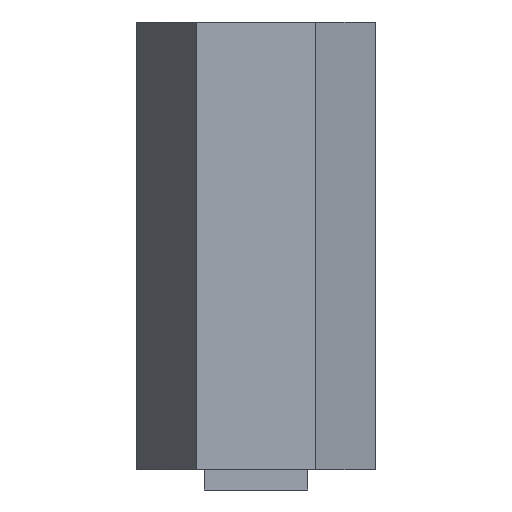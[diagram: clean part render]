
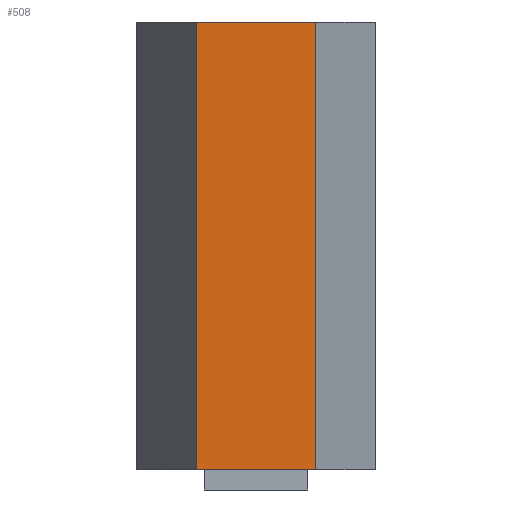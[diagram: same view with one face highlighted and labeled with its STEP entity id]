
A CAD part, front view. The second image highlights one B-rep face of the part: STEP entity #508.
In plain terms, the highlighted planar face has unit normal (0, -1, 0).
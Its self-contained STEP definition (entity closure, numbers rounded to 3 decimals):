
#21 = LINE ( 'NONE', #1094, #397 ) ;
#29 = EDGE_CURVE ( 'NONE', #1112, #1069, #1014, .T. ) ;
#99 = VERTEX_POINT ( 'NONE', #616 ) ;
#106 = CARTESIAN_POINT ( 'NONE',  ( 5.196, -9., 19.5 ) ) ;
#116 = DIRECTION ( 'NONE',  ( 1., 0., 0. ) ) ;
#124 = CARTESIAN_POINT ( 'NONE',  ( -5.196, -9., 19.5 ) ) ;
#155 = VECTOR ( 'NONE', #626, 1000. ) ;
#171 = ORIENTED_EDGE ( 'NONE', *, *, #29, .T. ) ;
#177 = VECTOR ( 'NONE', #390, 1000. ) ;
#228 = DIRECTION ( 'NONE',  ( 0., 0., 1. ) ) ;
#234 = VERTEX_POINT ( 'NONE', #106 ) ;
#275 = ORIENTED_EDGE ( 'NONE', *, *, #755, .F. ) ;
#327 = CARTESIAN_POINT ( 'NONE',  ( -5.196, -9., -19.5 ) ) ;
#390 = DIRECTION ( 'NONE',  ( 0., 0., -1. ) ) ;
#397 = VECTOR ( 'NONE', #116, 1000. ) ;
#437 = EDGE_CURVE ( 'NONE', #1069, #99, #1107, .T. ) ;
#508 = ADVANCED_FACE ( 'NONE', ( #599 ), #1201, .F. ) ;
#540 = ORIENTED_EDGE ( 'NONE', *, *, #437, .T. ) ;
#599 = FACE_OUTER_BOUND ( 'NONE', #1008, .T. ) ;
#616 = CARTESIAN_POINT ( 'NONE',  ( 5.196, -9., -19.5 ) ) ;
#626 = DIRECTION ( 'NONE',  ( 0., 0., -1. ) ) ;
#755 = EDGE_CURVE ( 'NONE', #1112, #234, #21, .T. ) ;
#774 = LINE ( 'NONE', #890, #177 ) ;
#777 = CARTESIAN_POINT ( 'NONE',  ( -5.196, -9., -19.5 ) ) ;
#802 = CARTESIAN_POINT ( 'NONE',  ( -5.196, -9., 19.5 ) ) ;
#852 = ORIENTED_EDGE ( 'NONE', *, *, #923, .F. ) ;
#859 = VECTOR ( 'NONE', #1126, 1000. ) ;
#890 = CARTESIAN_POINT ( 'NONE',  ( 5.196, -9., 19.5 ) ) ;
#923 = EDGE_CURVE ( 'NONE', #234, #99, #774, .T. ) ;
#936 = CARTESIAN_POINT ( 'NONE',  ( -5.196, -9., 19.5 ) ) ;
#1008 = EDGE_LOOP ( 'NONE', ( #540, #852, #275, #171 ) ) ;
#1014 = LINE ( 'NONE', #802, #155 ) ;
#1069 = VERTEX_POINT ( 'NONE', #777 ) ;
#1094 = CARTESIAN_POINT ( 'NONE',  ( -5.196, -9., 19.5 ) ) ;
#1107 = LINE ( 'NONE', #327, #859 ) ;
#1112 = VERTEX_POINT ( 'NONE', #936 ) ;
#1126 = DIRECTION ( 'NONE',  ( 1., 0., 0. ) ) ;
#1157 = AXIS2_PLACEMENT_3D ( 'NONE', #124, #1219, #228 ) ;
#1201 = PLANE ( 'NONE',  #1157 ) ;
#1219 = DIRECTION ( 'NONE',  ( 0., 1., 0. ) ) ;
